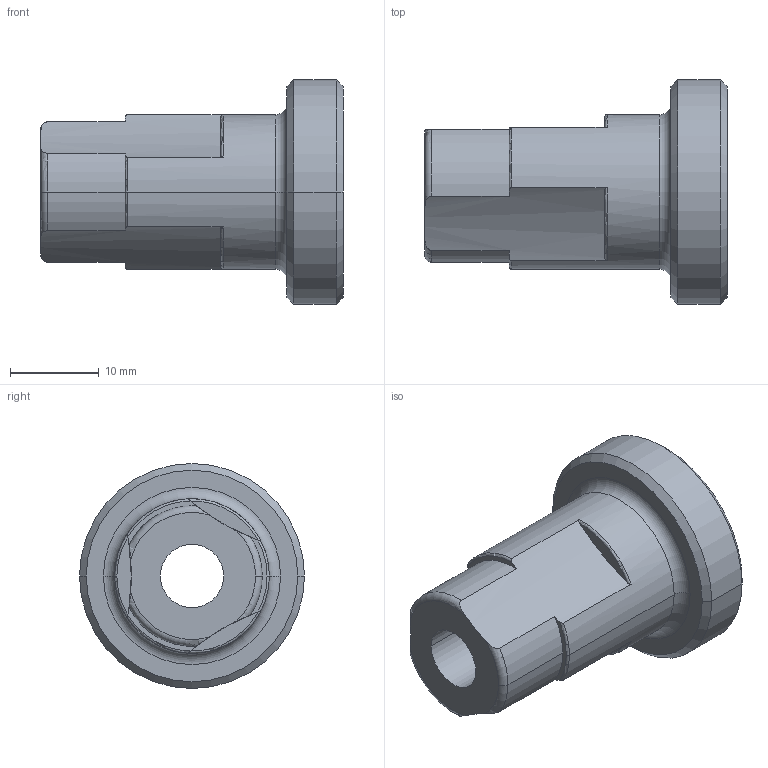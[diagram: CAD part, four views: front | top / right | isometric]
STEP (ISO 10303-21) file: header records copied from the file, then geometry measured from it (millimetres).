
FILE_DESCRIPTION(('produced by SPATIAL CORP'),'2;1');
FILE_NAME( 'handle_collar.prt.hh.sat.stp','2002-04-19T13:29:26+00:00',('SPATIAL CORP'),('SPATIAL CORP'), 'ACIS STEP Husk','http://www.spatial.com','SPATIAL CORP');
FILE_SCHEMA(('CONFIG_CONTROL_DESIGN'));
Length unit declared in the file: millimetre
Products named in the file (1): PRODUCT_ID_1
Bounding box: 34.13 x 25.4 x 25.4 mm (x, y, z)
Volume: 7514.1 mm3; surface area: 3547.4 mm2
Topology: 1 solids, 1 shells, 44 faces, 111 edges, 71 vertices
Faces by surface type: cylinder 16, torus 14, plane 10, cone 4
Entity records: 1496 total; most frequent: CARTESIAN_POINT 373, DIRECTION 230, ORIENTED_EDGE 222, EDGE_CURVE 111, AXIS2_PLACEMENT_3D 102, VERTEX_POINT 71, CIRCLE 62, EDGE_LOOP 48
